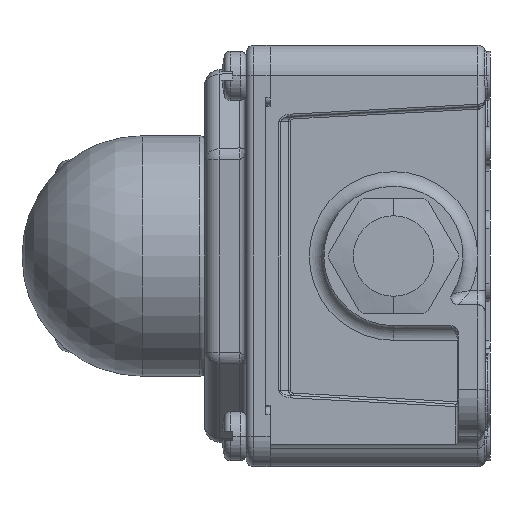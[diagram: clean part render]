
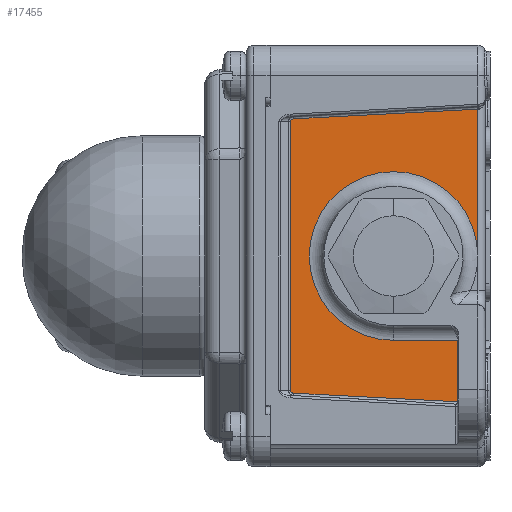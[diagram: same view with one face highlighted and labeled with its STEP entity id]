
A CAD part, left-side view. The second image highlights one B-rep face of the part: STEP entity #17455.
In plain terms, the highlighted planar face has unit normal (-1, 0, 0).
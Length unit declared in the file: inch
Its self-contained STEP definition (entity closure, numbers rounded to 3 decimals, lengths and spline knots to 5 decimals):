
#3605=DIRECTION('',(0.,-0.999,0.052));
#3606=VECTOR('',#3605,1.50725);
#3607=CARTESIAN_POINT('',(-2.45,1.56519,1.12294));
#3608=LINE('',#3607,#3606);
#3609=DIRECTION('',(0.,0.,1.));
#3610=VECTOR('',#3609,1.20183);
#3611=CARTESIAN_POINT('',(-2.45,0.06,0.));
#3612=LINE('',#3611,#3610);
#3613=CARTESIAN_POINT('',(-2.45,0.75,0.));
#3614=DIRECTION('',(-1.,0.,0.));
#3615=DIRECTION('',(0.,-1.,0.));
#3616=AXIS2_PLACEMENT_3D('',#3613,#3614,#3615);
#3618=DIRECTION('',(0.,-1.,0.));
#3619=VECTOR('',#3618,0.525);
#3620=CARTESIAN_POINT('',(-2.45,0.75,-0.69));
#3621=LINE('',#3620,#3619);
#3622=CARTESIAN_POINT('',(-2.45,0.225,-1.19239));
#3623=CARTESIAN_POINT('',(-2.45,0.225,-1.17228));
#3624=CARTESIAN_POINT('',(-2.45,0.225,-1.13352));
#3625=CARTESIAN_POINT('',(-2.45,0.225,-1.08001));
#3626=CARTESIAN_POINT('',(-2.45,0.225,-1.03041));
#3627=CARTESIAN_POINT('',(-2.45,0.225,-0.98453));
#3628=CARTESIAN_POINT('',(-2.45,0.225,-0.9422));
#3629=CARTESIAN_POINT('',(-2.45,0.225,-0.90317));
#3630=CARTESIAN_POINT('',(-2.45,0.225,
-0.86715));
#3631=CARTESIAN_POINT('',(-2.45,0.225,
-0.83396));
#3632=CARTESIAN_POINT('',(-2.45,0.225,
-0.8037));
#3633=CARTESIAN_POINT('',(-2.45,0.225,
-0.77647));
#3634=CARTESIAN_POINT('',(-2.45,0.225,
-0.75221));
#3635=CARTESIAN_POINT('',(-2.45,0.22498,
-0.73016));
#3636=CARTESIAN_POINT('',(-2.45,0.22508,
-0.70971));
#3637=CARTESIAN_POINT('',(-2.45,0.22481,
-0.69646));
#3638=CARTESIAN_POINT('',(-2.45,0.225,
-0.69));
#3640=CARTESIAN_POINT('',(-2.45,0.24,-1.19239));
#3641=DIRECTION('',(1.,0.,0.));
#3642=DIRECTION('',(0.,-1.,0.));
#3643=AXIS2_PLACEMENT_3D('',#3640,#3641,#3642);
#3645=DIRECTION('',(0.,0.999,0.052));
#3646=VECTOR('',#3645,1.34201);
#3647=CARTESIAN_POINT('',(-2.45,0.22502,
-1.19318));
#3648=LINE('',#3647,#3646);
#3649=CARTESIAN_POINT('',(-2.45,1.56519,-1.12294));
#3650=CARTESIAN_POINT('',(-2.45,1.56698,-1.12285));
#3651=CARTESIAN_POINT('',(-2.45,1.57038,-1.12247));
#3652=CARTESIAN_POINT('',(-2.45,1.57492,-1.12149));
#3653=CARTESIAN_POINT('',(-2.45,1.57891,-1.12021));
#3654=CARTESIAN_POINT('',(-2.45,1.58241,-1.11868));
#3655=CARTESIAN_POINT('',(-2.45,1.58542,-1.11699));
#3656=CARTESIAN_POINT('',(-2.45,1.58793,-1.11521));
#3657=CARTESIAN_POINT('',(-2.45,1.58996,-1.11341));
#3658=CARTESIAN_POINT('',(-2.45,1.59165,-1.11157));
#3659=CARTESIAN_POINT('',(-2.45,1.59309,-1.10954));
#3660=CARTESIAN_POINT('',(-2.45,1.59427,-1.10724));
#3661=CARTESIAN_POINT('',(-2.45,1.59506,-1.10473));
#3662=CARTESIAN_POINT('',(-2.45,1.59526,-1.10294));
#3663=CARTESIAN_POINT('',(-2.45,1.59526,-1.10201));
#3665=DIRECTION('',(0.,0.,1.));
#3666=VECTOR('',#3665,2.20403);
#3667=CARTESIAN_POINT('',(-2.45,1.59526,-1.10201));
#3668=LINE('',#3667,#3666);
#3669=CARTESIAN_POINT('',(-2.45,1.59526,1.10201));
#3670=CARTESIAN_POINT('',(-2.45,1.59526,1.10292));
#3671=CARTESIAN_POINT('',(-2.45,1.59507,1.10472));
#3672=CARTESIAN_POINT('',(-2.45,1.59421,1.10744));
#3673=CARTESIAN_POINT('',(-2.45,1.59279,1.11005));
#3674=CARTESIAN_POINT('',(-2.45,1.59088,1.1125));
#3675=CARTESIAN_POINT('',(-2.45,1.58854,1.11473));
#3676=CARTESIAN_POINT('',(-2.45,1.58588,1.1167));
#3677=CARTESIAN_POINT('',(-2.45,1.58288,1.11845));
#3678=CARTESIAN_POINT('',(-2.45,1.57934,1.12004));
#3679=CARTESIAN_POINT('',(-2.45,1.57521,1.12142));
#3680=CARTESIAN_POINT('',(-2.45,1.57053,1.12245));
#3681=CARTESIAN_POINT('',(-2.45,1.56703,1.12285));
#3682=CARTESIAN_POINT('',(-2.45,1.56519,1.12294));
#3749=CARTESIAN_POINT('',(-2.45,0.06,1.20183));
#4028=CARTESIAN_POINT('',(-2.45,0.225,
-0.69));
#10102=CARTESIAN_POINT('',(-2.45,0.75,-0.69));
#10103=VERTEX_POINT('',#10102);
#10170=CARTESIAN_POINT('',(-2.45,0.06,0.));
#10171=VERTEX_POINT('',#10170);
#10543=VERTEX_POINT('',#4028);
#11346=VERTEX_POINT('',#3749);
#11348=CARTESIAN_POINT('',(-2.45,1.56519,1.12294));
#11349=VERTEX_POINT('',#11348);
#11352=VERTEX_POINT('',#3669);
#11354=CARTESIAN_POINT('',(-2.45,1.59526,-1.10201));
#11355=VERTEX_POINT('',#11354);
#11358=VERTEX_POINT('',#3649);
#11362=CARTESIAN_POINT('',(-2.45,0.22502,
-1.19318));
#11363=VERTEX_POINT('',#11362);
#11370=CARTESIAN_POINT('',(-2.45,0.225,-1.19239));
#11371=VERTEX_POINT('',#11370);
#17429=CARTESIAN_POINT('',(-2.45,0.,0.));
#17430=DIRECTION('',(-1.,0.,0.));
#17431=DIRECTION('',(0.,0.,1.));
#17432=AXIS2_PLACEMENT_3D('',#17429,#17430,#17431);
#17433=PLANE('',#17432);
#17435=ORIENTED_EDGE('',*,*,#17434,.T.);
#17437=ORIENTED_EDGE('',*,*,#17436,.F.);
#17439=ORIENTED_EDGE('',*,*,#17438,.T.);
#17441=ORIENTED_EDGE('',*,*,#17440,.T.);
#17443=ORIENTED_EDGE('',*,*,#17442,.F.);
#17445=ORIENTED_EDGE('',*,*,#17444,.T.);
#17447=ORIENTED_EDGE('',*,*,#17446,.T.);
#17448=ORIENTED_EDGE('',*,*,#17405,.T.);
#17450=ORIENTED_EDGE('',*,*,#17449,.T.);
#17452=ORIENTED_EDGE('',*,*,#17451,.T.);
#17453=EDGE_LOOP('',(#17435,#17437,#17439,#17441,#17443,#17445,#17447,#17448,
#17450,#17452));
#17454=FACE_OUTER_BOUND('',#17453,.F.);
#17455=ADVANCED_FACE('',(#17454),#17433,.T.);
#3617=CIRCLE('',#3616,0.69);
#3639=B_SPLINE_CURVE_WITH_KNOTS('',3,(#3622,#3623,#3624,#3625,#3626,#3627,#3628,
#3629,#3630,#3631,#3632,#3633,#3634,#3635,#3636,#3637,#3638),.UNSPECIFIED.,.F.,
.F.,(4,1,1,1,1,1,1,1,1,1,1,1,1,1,4),(0.,0.07143,0.14286,
0.21429,0.28571,0.35714,0.42857,0.5,
0.57143,0.64286,0.71429,0.78571,
0.85714,0.92857,1.),.UNSPECIFIED.);
#3644=CIRCLE('',#3643,0.015);
#3664=B_SPLINE_CURVE_WITH_KNOTS('',3,(#3649,#3650,#3651,#3652,#3653,#3654,#3655,
#3656,#3657,#3658,#3659,#3660,#3661,#3662,#3663),.UNSPECIFIED.,.F.,.F.,(4,1,1,1,
1,1,1,1,1,1,1,1,4),(0.,0.08333,0.16667,0.25,
0.33333,0.41667,0.5,0.58333,0.66667,
0.75,0.83333,0.91667,1.),.UNSPECIFIED.);
#3683=B_SPLINE_CURVE_WITH_KNOTS('',3,(#3669,#3670,#3671,#3672,#3673,#3674,#3675,
#3676,#3677,#3678,#3679,#3680,#3681,#3682),.UNSPECIFIED.,.F.,.F.,(4,1,1,1,1,1,1,
1,1,1,1,4),(0.,0.09091,0.18182,0.27273,
0.36364,0.45455,0.54545,0.63636,
0.72727,0.81818,0.90909,1.),.UNSPECIFIED.);
#17405=EDGE_CURVE('',#11358,#11355,#3664,.T.);
#17434=EDGE_CURVE('',#11349,#11346,#3608,.T.);
#17436=EDGE_CURVE('',#10171,#11346,#3612,.T.);
#17438=EDGE_CURVE('',#10171,#10103,#3617,.T.);
#17440=EDGE_CURVE('',#10103,#10543,#3621,.T.);
#17442=EDGE_CURVE('',#11371,#10543,#3639,.T.);
#17444=EDGE_CURVE('',#11371,#11363,#3644,.T.);
#17446=EDGE_CURVE('',#11363,#11358,#3648,.T.);
#17449=EDGE_CURVE('',#11355,#11352,#3668,.T.);
#17451=EDGE_CURVE('',#11352,#11349,#3683,.T.);
